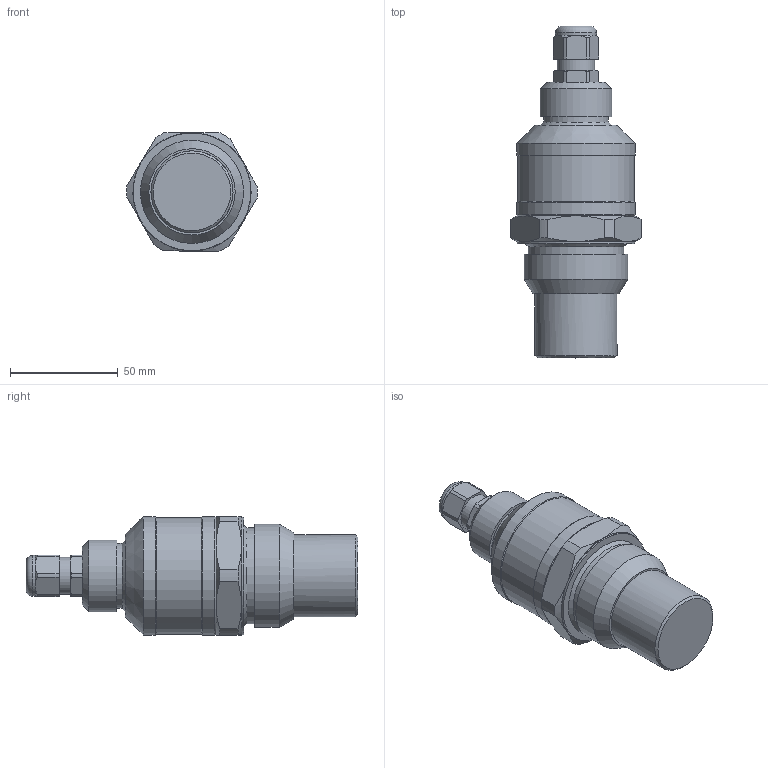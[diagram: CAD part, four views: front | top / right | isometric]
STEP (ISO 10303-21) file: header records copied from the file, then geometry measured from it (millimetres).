
FILE_DESCRIPTION(/* description */ ('Unknown'),/* implementation_level */ '2;1');
FILE_NAME(/* name */ 'ULM-54N-06-G-_-B',/* time_stamp */ '2025-12-03T11:02:37+01:00',/* author */ ('Unknown'),/* organization */ ('Unknown'),/* preprocessor_version */ 'ST-DEVELOPER v18.1',/* originating_system */ 'Solid Edge',/* authorisation */ 'Unknown');
FILE_SCHEMA (('AUTOMOTIVE_DESIGN {1 0 10303 214 3 1 1}'));
Length unit declared in the file: millimetre
Products named in the file (1): ULM-54N-06-G-_-B
Bounding box: 60.49 x 153.7 x 54.97 mm (x, y, z)
Volume: 221537.1 mm3; surface area: 24282.1 mm2
Topology: 1 solids, 1 shells, 85 faces, 199 edges, 126 vertices
Faces by surface type: plane 30, cylinder 29, cone 25, torus 1
Full cylindrical faces by diameter (mm): 17.2 x1, 19 x1, 30.1 x1, 33.249 x1, 38 x1, 44.4 x1, 47.803 x1, 54.2 x1, 54.5 x1, 55 x2
Entity records: 2960 total; most frequent: CARTESIAN_POINT 516, DIRECTION 386, ORIENTED_EDGE 346, EDGE_CURVE 173, AXIS2_PLACEMENT_3D 167, VERTEX_POINT 121, EDGE_LOOP 116, FACE_BOUND 116
